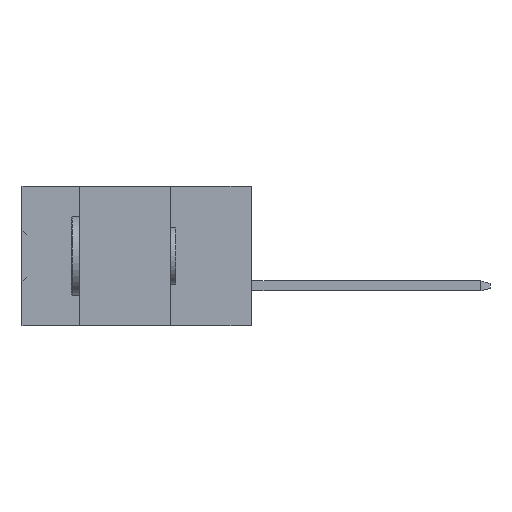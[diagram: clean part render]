
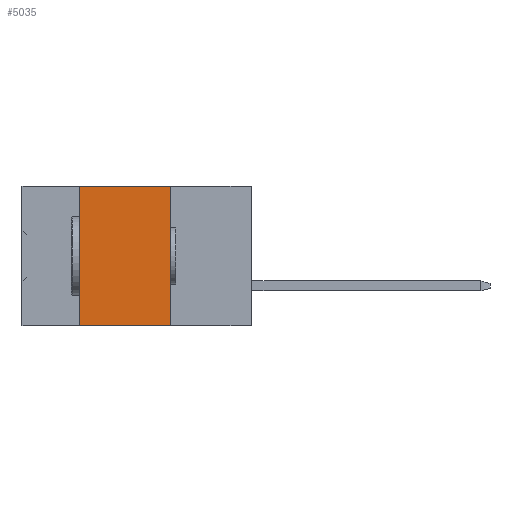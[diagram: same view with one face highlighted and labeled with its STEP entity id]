
A CAD part, left-side view. The second image highlights one B-rep face of the part: STEP entity #5035.
In plain terms, the highlighted planar face has unit normal (-1, 0, 0).
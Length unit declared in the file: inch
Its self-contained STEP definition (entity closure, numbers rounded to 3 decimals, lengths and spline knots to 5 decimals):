
#747 = CARTESIAN_POINT ( 'NONE',  ( 0., 0.54, -0.437 ) ) ;
#860 = DIRECTION ( 'NONE',  ( 0., -1., 0. ) ) ;
#1067 = ORIENTED_EDGE ( 'NONE', *, *, #1325, .T. ) ;
#1111 = DIRECTION ( 'NONE',  ( 0., 0., -1. ) ) ;
#1325 = EDGE_CURVE ( 'NONE', #15894, #18828, #22423, .T. ) ;
#2627 = CARTESIAN_POINT ( 'NONE',  ( 0., 0.72, -0.437 ) ) ;
#3085 = EDGE_CURVE ( 'NONE', #22875, #18828, #17484, .T. ) ;
#3528 = EDGE_LOOP ( 'NONE', ( #24787, #9723, #5588, #1067 ) ) ;
#4916 = AXIS2_PLACEMENT_3D ( 'NONE', #11465, #27815, #6587 ) ;
#5035 = ADVANCED_FACE ( 'NONE', ( #30194 ), #25767, .F. ) ;
#5588 = ORIENTED_EDGE ( 'NONE', *, *, #21455, .F. ) ;
#6351 = DIRECTION ( 'NONE',  ( 0., -1., 0. ) ) ;
#6587 = DIRECTION ( 'NONE',  ( 0., 0., -1. ) ) ;
#9723 = ORIENTED_EDGE ( 'NONE', *, *, #26961, .F. ) ;
#10201 = DIRECTION ( 'NONE',  ( 0., 0., 1. ) ) ;
#11465 = CARTESIAN_POINT ( 'NONE',  ( 0., 0.72, 0. ) ) ;
#12053 = VECTOR ( 'NONE', #6351, 39.37008 ) ;
#13135 = CARTESIAN_POINT ( 'NONE',  ( 0., 0.54, 0. ) ) ;
#15635 = LINE ( 'NONE', #27885, #12053 ) ;
#15894 = VERTEX_POINT ( 'NONE', #28135 ) ;
#16782 = CARTESIAN_POINT ( 'NONE',  ( 0., 0.254, 0. ) ) ;
#17484 = LINE ( 'NONE', #27068, #18923 ) ;
#18828 = VERTEX_POINT ( 'NONE', #25078 ) ;
#18923 = VECTOR ( 'NONE', #1111, 39.37008 ) ;
#21455 = EDGE_CURVE ( 'NONE', #15894, #26243, #24670, .T. ) ;
#22423 = LINE ( 'NONE', #2627, #27186 ) ;
#22875 = VERTEX_POINT ( 'NONE', #16782 ) ;
#24457 = VECTOR ( 'NONE', #10201, 39.37008 ) ;
#24670 = LINE ( 'NONE', #747, #24457 ) ;
#24787 = ORIENTED_EDGE ( 'NONE', *, *, #3085, .F. ) ;
#25078 = CARTESIAN_POINT ( 'NONE',  ( 0., 0.254, -0.437 ) ) ;
#25767 = PLANE ( 'NONE',  #4916 ) ;
#26243 = VERTEX_POINT ( 'NONE', #13135 ) ;
#26961 = EDGE_CURVE ( 'NONE', #26243, #22875, #15635, .T. ) ;
#27068 = CARTESIAN_POINT ( 'NONE',  ( 0., 0.254, -0.437 ) ) ;
#27186 = VECTOR ( 'NONE', #860, 39.37008 ) ;
#27815 = DIRECTION ( 'NONE',  ( 1., 0., 0. ) ) ;
#27885 = CARTESIAN_POINT ( 'NONE',  ( 0., 0.72, 0. ) ) ;
#28135 = CARTESIAN_POINT ( 'NONE',  ( 0., 0.54, -0.437 ) ) ;
#30194 = FACE_OUTER_BOUND ( 'NONE', #3528, .T. ) ;
